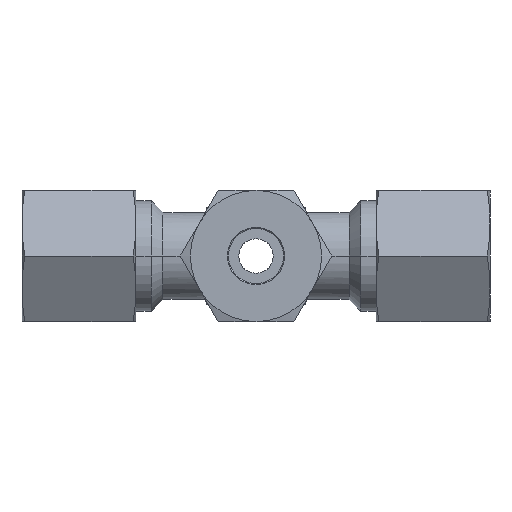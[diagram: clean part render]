
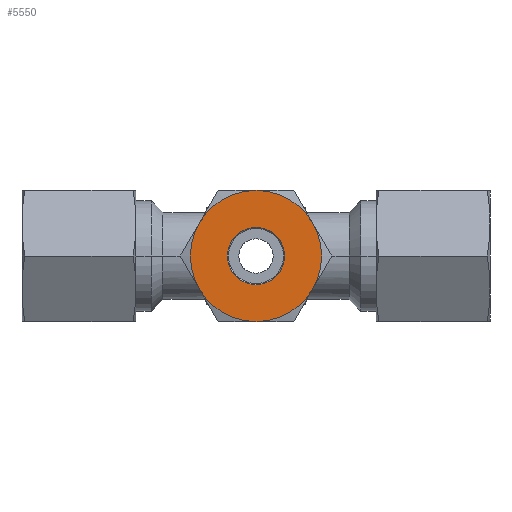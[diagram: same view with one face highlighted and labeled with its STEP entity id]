
A CAD part, left-side view. The second image highlights one B-rep face of the part: STEP entity #5550.
In plain terms, the highlighted planar face has unit normal (-1, 0, 0).
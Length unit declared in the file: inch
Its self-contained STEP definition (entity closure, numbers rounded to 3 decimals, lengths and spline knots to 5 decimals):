
#1228=CARTESIAN_POINT('',(-1.33465,-0.32391,
-0.18701));
#1250=CARTESIAN_POINT('',(-1.33465,0.,0.));
#1251=DIRECTION('',(-1.,0.,0.));
#1252=DIRECTION('',(0.,-0.866,-0.5));
#1253=AXIS2_PLACEMENT_3D('',#1250,#1251,#1252);
#1255=CARTESIAN_POINT('',(-1.33465,0.,0.));
#1256=DIRECTION('',(-1.,0.,0.));
#1257=DIRECTION('',(0.,0.,-1.));
#1258=AXIS2_PLACEMENT_3D('',#1255,#1256,#1257);
#1260=CARTESIAN_POINT('',(-1.33465,0.,0.));
#1261=DIRECTION('',(-1.,0.,0.));
#1262=DIRECTION('',(0.,0.866,-0.5));
#1263=AXIS2_PLACEMENT_3D('',#1260,#1261,#1262);
#1265=CARTESIAN_POINT('',(-1.33465,0.,0.));
#1266=DIRECTION('',(-1.,0.,0.));
#1267=DIRECTION('',(0.,1.,0.));
#1268=AXIS2_PLACEMENT_3D('',#1265,#1266,#1267);
#1270=CARTESIAN_POINT('',(-1.33465,0.,0.));
#1271=DIRECTION('',(-1.,0.,0.));
#1272=DIRECTION('',(0.,0.866,0.5));
#1273=AXIS2_PLACEMENT_3D('',#1270,#1271,#1272);
#1275=CARTESIAN_POINT('',(-1.33465,0.,0.));
#1276=DIRECTION('',(-1.,0.,0.));
#1277=DIRECTION('',(0.,0.,1.));
#1278=AXIS2_PLACEMENT_3D('',#1275,#1276,#1277);
#1280=CARTESIAN_POINT('',(-1.33465,0.,0.));
#1281=DIRECTION('',(-1.,0.,0.));
#1282=DIRECTION('',(0.,-0.866,0.5));
#1283=AXIS2_PLACEMENT_3D('',#1280,#1281,#1282);
#1285=CARTESIAN_POINT('',(-1.33465,0.,0.));
#1286=DIRECTION('',(1.,0.,0.));
#1287=DIRECTION('',(0.,-1.,0.));
#1288=AXIS2_PLACEMENT_3D('',#1285,#1286,#1287);
#1290=CARTESIAN_POINT('',(-1.33465,0.,0.));
#1291=DIRECTION('',(1.,0.,0.));
#1292=DIRECTION('',(0.,1.,0.));
#1293=AXIS2_PLACEMENT_3D('',#1290,#1291,#1292);
#1306=CARTESIAN_POINT('',(-1.33465,0.,-0.37402));
#1328=CARTESIAN_POINT('',(-1.33465,0.32391,
-0.18701));
#1350=CARTESIAN_POINT('',(-1.33465,0.32391,
0.18701));
#1361=CARTESIAN_POINT('',(-1.33465,0.,0.37402));
#1383=CARTESIAN_POINT('',(-1.33465,-0.32391,
0.18701));
#3876=VERTEX_POINT('',#1328);
#3884=VERTEX_POINT('',#1361);
#3889=VERTEX_POINT('',#1350);
#3892=VERTEX_POINT('',#1383);
#3896=VERTEX_POINT('',#1228);
#3899=VERTEX_POINT('',#1306);
#3902=CARTESIAN_POINT('',(-1.33465,0.37402,0.));
#3903=VERTEX_POINT('',#3902);
#3908=CARTESIAN_POINT('',(-1.33465,-0.16348,0.));
#3909=CARTESIAN_POINT('',(-1.33465,0.16348,0.));
#3910=VERTEX_POINT('',#3908);
#3911=VERTEX_POINT('',#3909);
#5524=CARTESIAN_POINT('',(-1.33465,-0.18701,0.));
#5525=DIRECTION('',(-1.,0.,0.));
#5526=DIRECTION('',(0.,0.,-1.));
#5527=AXIS2_PLACEMENT_3D('',#5524,#5525,#5526);
#5528=PLANE('',#5527);
#5529=ORIENTED_EDGE('',*,*,#5511,.F.);
#5531=ORIENTED_EDGE('',*,*,#5530,.F.);
#5533=ORIENTED_EDGE('',*,*,#5532,.F.);
#5535=ORIENTED_EDGE('',*,*,#5534,.F.);
#5537=ORIENTED_EDGE('',*,*,#5536,.F.);
#5539=ORIENTED_EDGE('',*,*,#5538,.F.);
#5541=ORIENTED_EDGE('',*,*,#5540,.F.);
#5542=EDGE_LOOP('',(#5529,#5531,#5533,#5535,#5537,#5539,#5541));
#5543=FACE_OUTER_BOUND('',#5542,.F.);
#5545=ORIENTED_EDGE('',*,*,#5544,.F.);
#5547=ORIENTED_EDGE('',*,*,#5546,.F.);
#5548=EDGE_LOOP('',(#5545,#5547));
#5549=FACE_BOUND('',#5548,.F.);
#5550=ADVANCED_FACE('',(#5543,#5549),#5528,.T.);
#1254=CIRCLE('',#1253,0.37402);
#1259=CIRCLE('',#1258,0.37402);
#1264=CIRCLE('',#1263,0.37402);
#1269=CIRCLE('',#1268,0.37402);
#1274=CIRCLE('',#1273,0.37402);
#1279=CIRCLE('',#1278,0.37402);
#1284=CIRCLE('',#1283,0.37402);
#1289=CIRCLE('',#1288,0.16348);
#1294=CIRCLE('',#1293,0.16348);
#5511=EDGE_CURVE('',#3896,#3892,#1254,.T.);
#5530=EDGE_CURVE('',#3899,#3896,#1259,.T.);
#5532=EDGE_CURVE('',#3876,#3899,#1264,.T.);
#5534=EDGE_CURVE('',#3903,#3876,#1269,.T.);
#5536=EDGE_CURVE('',#3889,#3903,#1274,.T.);
#5538=EDGE_CURVE('',#3884,#3889,#1279,.T.);
#5540=EDGE_CURVE('',#3892,#3884,#1284,.T.);
#5544=EDGE_CURVE('',#3910,#3911,#1289,.T.);
#5546=EDGE_CURVE('',#3911,#3910,#1294,.T.);
